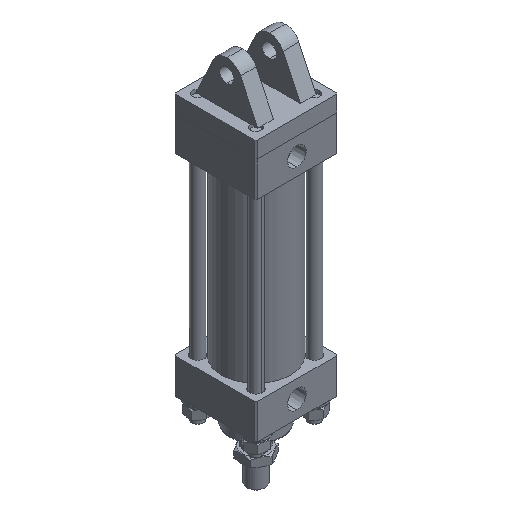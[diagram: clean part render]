
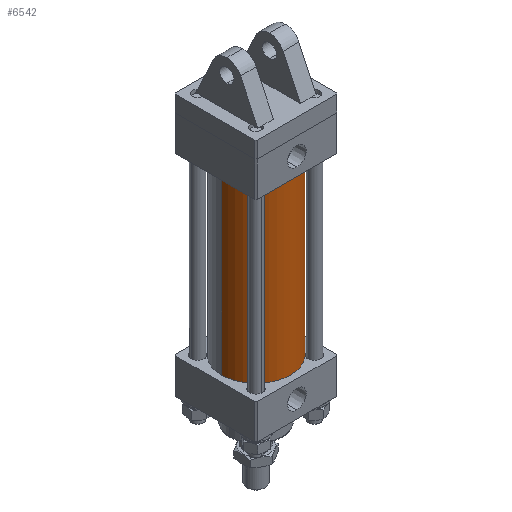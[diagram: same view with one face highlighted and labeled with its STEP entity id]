
A CAD part, isometric view. The second image highlights one B-rep face of the part: STEP entity #6542.
In plain terms, the highlighted cylindrical face has radius 29.5 mm (diameter 59 mm), a partial arc.
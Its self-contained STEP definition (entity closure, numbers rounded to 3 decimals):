
#399 = CYLINDRICAL_SURFACE ( 'NONE', #2605, 29.5 ) ;
#400 = FACE_OUTER_BOUND ( 'NONE', #4363, .T. ) ;
#969 = AXIS2_PLACEMENT_3D ( 'NONE', #5934, #5935, #5936 ) ;
#971 = AXIS2_PLACEMENT_3D ( 'NONE', #5941, #5942, #5943 ) ;
#1705 = LINE ( 'NONE', #5917, #1707 ) ;
#1706 = LINE ( 'NONE', #5925, #1709 ) ;
#1707 = VECTOR ( 'NONE', #5916, 1000. ) ;
#1708 = CIRCLE ( 'NONE', #971, 29.5 ) ;
#1709 = VECTOR ( 'NONE', #5926, 1000. ) ;
#1711 = CIRCLE ( 'NONE', #969, 29.5 ) ;
#2231 = DIRECTION ( 'NONE',  ( -1., 0., 0. ) ) ;
#2233 = DIRECTION ( 'NONE',  ( 0., 0., -1. ) ) ;
#2235 = CARTESIAN_POINT ( 'NONE',  ( 0., 0., 150. ) ) ;
#2605 = AXIS2_PLACEMENT_3D ( 'NONE', #2235, #2233, #2231 ) ;
#4363 = EDGE_LOOP ( 'NONE', ( #4804, #4805, #4806, #4807 ) ) ;
#4516 = CARTESIAN_POINT ( 'NONE',  ( -29.5, 0., 0. ) ) ;
#4517 = CARTESIAN_POINT ( 'NONE',  ( 29.5, 0., 0. ) ) ;
#4519 = CARTESIAN_POINT ( 'NONE',  ( 29.5, 0., 150. ) ) ;
#4523 = CARTESIAN_POINT ( 'NONE',  ( -29.5, 0., 150. ) ) ;
#4804 = ORIENTED_EDGE ( 'NONE', *, *, #6267, .F. ) ;
#4805 = ORIENTED_EDGE ( 'NONE', *, *, #6271, .F. ) ;
#4806 = ORIENTED_EDGE ( 'NONE', *, *, #6268, .T. ) ;
#4807 = ORIENTED_EDGE ( 'NONE', *, *, #6273, .T. ) ;
#5475 = VERTEX_POINT ( 'NONE', #4516 ) ;
#5476 = VERTEX_POINT ( 'NONE', #4517 ) ;
#5478 = VERTEX_POINT ( 'NONE', #4519 ) ;
#5481 = VERTEX_POINT ( 'NONE', #4523 ) ;
#5916 = DIRECTION ( 'NONE',  ( 0., 0., -1. ) ) ;
#5917 = CARTESIAN_POINT ( 'NONE',  ( 29.5, 0., 150. ) ) ;
#5925 = CARTESIAN_POINT ( 'NONE',  ( -29.5, 0., 150. ) ) ;
#5926 = DIRECTION ( 'NONE',  ( 0., 0., -1. ) ) ;
#5934 = CARTESIAN_POINT ( 'NONE',  ( 0., 0., 150. ) ) ;
#5935 = DIRECTION ( 'NONE',  ( 0., 0., 1. ) ) ;
#5936 = DIRECTION ( 'NONE',  ( 1., 0., 0. ) ) ;
#5941 = CARTESIAN_POINT ( 'NONE',  ( 0., 0., 0. ) ) ;
#5942 = DIRECTION ( 'NONE',  ( 0., 0., 1. ) ) ;
#5943 = DIRECTION ( 'NONE',  ( 1., 0., 0. ) ) ;
#6267 = EDGE_CURVE ( 'NONE', #5478, #5476, #1705, .T. ) ;
#6268 = EDGE_CURVE ( 'NONE', #5481, #5475, #1706, .T. ) ;
#6271 = EDGE_CURVE ( 'NONE', #5481, #5478, #1711, .T. ) ;
#6273 = EDGE_CURVE ( 'NONE', #5475, #5476, #1708, .T. ) ;
#6542 = ADVANCED_FACE ( 'NONE', ( #400 ), #399, .T. ) ;
